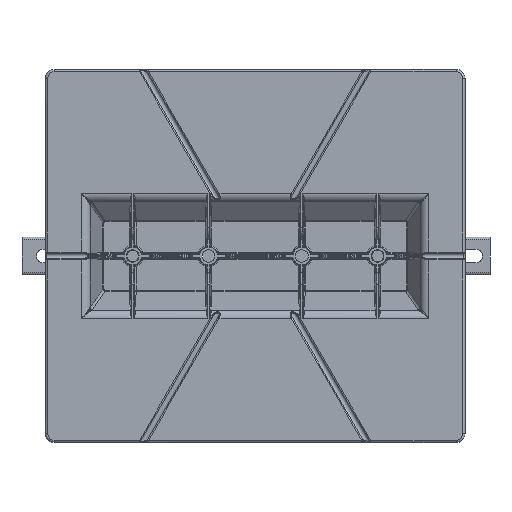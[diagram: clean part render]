
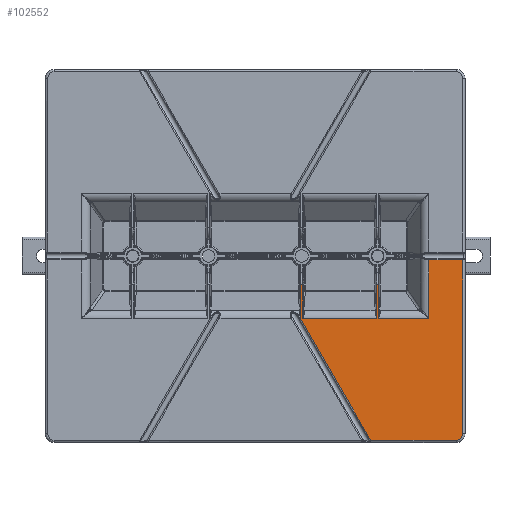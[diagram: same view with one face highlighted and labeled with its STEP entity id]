
A CAD part, front view. The second image highlights one B-rep face of the part: STEP entity #102552.
In plain terms, the highlighted face is planar.
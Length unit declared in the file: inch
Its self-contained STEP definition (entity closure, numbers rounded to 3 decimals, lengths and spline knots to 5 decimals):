
#38525=CARTESIAN_POINT('',(-4.95525,-7.9,0.));
#38526=VERTEX_POINT('',#38525);
#40654=CARTESIAN_POINT('',(-1.93815,-2.67424,0.));
#40655=VERTEX_POINT('',#40654);
#42214=CARTESIAN_POINT('',(-7.44464,-0.16733,0.));
#42215=VERTEX_POINT('',#42214);
#51002=CARTESIAN_POINT('',(-2.03534,-1.23084,0.));
#51003=VERTEX_POINT('',#51002);
#51195=CARTESIAN_POINT('',(-1.96466,-1.23084,0.));
#51196=VERTEX_POINT('',#51195);
#51913=CARTESIAN_POINT('',(-5.21466,-1.22893,0.));
#51914=VERTEX_POINT('',#51913);
#52308=CARTESIAN_POINT('',(-5.28534,-1.22893,0.));
#52309=VERTEX_POINT('',#52308);
#52671=CARTESIAN_POINT('',(-7.44481,-2.67424,0.));
#52672=VERTEX_POINT('',#52671);
#93958=CARTESIAN_POINT('',(-8.625,-7.9,0.));
#93959=VERTEX_POINT('',#93958);
#93967=CARTESIAN_POINT('',(-8.625,-7.9,0.));
#93968=DIRECTION('',(1.0,0.0,0.0));
#93969=VECTOR('',#93968,3.66975);
#93970=LINE('',#93967,#93969);
#93971=EDGE_CURVE('',#93959,#38526,#93970,.T.);
#94066=CARTESIAN_POINT('',(-8.9,-7.625,0.));
#94067=VERTEX_POINT('',#94066);
#94075=CARTESIAN_POINT('',(-8.625,-7.625,0.));
#94076=DIRECTION('',(0.,0.,1.0));
#94077=DIRECTION('',(0.,-1.0,0.));
#94078=AXIS2_PLACEMENT_3D('',#94075,#94076,#94077);
#94079=CIRCLE('',#94078,0.275);
#94080=EDGE_CURVE('',#94067,#93959,#94079,.T.);
#94148=CARTESIAN_POINT('',(-8.9,-0.16733,0.));
#94149=VERTEX_POINT('',#94148);
#94178=CARTESIAN_POINT('',(-8.9,-0.16733,0.));
#94179=DIRECTION('',(0.0,-1.0,0.0));
#94180=VECTOR('',#94179,7.45767);
#94181=LINE('',#94178,#94180);
#94182=EDGE_CURVE('',#94149,#94067,#94181,.T.);
#102460=CARTESIAN_POINT('',(-5.41908,-4.03367,0.));
#102461=DIRECTION('',(0.0,0.0,-1.0));
#102462=DIRECTION('',(-1.0,0.0,0.0));
#102463=AXIS2_PLACEMENT_3D('',#102460,#102461,#102462);
#102464=PLANE('',#102463);
#102465=ORIENTED_EDGE('',*,*,#94080,.F.);
#102466=ORIENTED_EDGE('',*,*,#94182,.F.);
#102467=CARTESIAN_POINT('',(-8.9,-0.16733,0.));
#102468=DIRECTION('',(1.0,0.0,0.0));
#102469=VECTOR('',#102468,1.45536);
#102470=LINE('',#102467,#102469);
#102471=EDGE_CURVE('',#94149,#42215,#102470,.T.);
#102472=ORIENTED_EDGE('',*,*,#102471,.T.);
#102473=CARTESIAN_POINT('',(-7.44464,-0.16733,0.));
#102474=DIRECTION('',(0.,-1.,0.));
#102475=VECTOR('',#102474,2.50691);
#102476=LINE('',#102473,#102475);
#102477=EDGE_CURVE('',#42215,#52672,#102476,.T.);
#102478=ORIENTED_EDGE('',*,*,#102477,.T.);
#102479=CARTESIAN_POINT('',(-5.28533,-2.67424,0.));
#102480=VERTEX_POINT('',#102479);
#102481=CARTESIAN_POINT('',(-7.44481,-2.67424,0.));
#102482=DIRECTION('',(1.0,0.0,0.0));
#102483=VECTOR('',#102482,2.15947);
#102484=LINE('',#102481,#102483);
#102485=EDGE_CURVE('',#52672,#102480,#102484,.T.);
#102486=ORIENTED_EDGE('',*,*,#102485,.T.);
#102487=CARTESIAN_POINT('',(-5.28533,-2.67424,0.));
#102488=DIRECTION('',(0.,1.,0.));
#102489=VECTOR('',#102488,1.44531);
#102490=LINE('',#102487,#102489);
#102491=EDGE_CURVE('',#102480,#52309,#102490,.T.);
#102492=ORIENTED_EDGE('',*,*,#102491,.T.);
#102493=CARTESIAN_POINT('',(-5.25,0.00125,0.));
#102494=DIRECTION('',(0.,0.,1.0));
#102495=DIRECTION('',(0.029,-1.,0.));
#102496=AXIS2_PLACEMENT_3D('',#102493,#102494,#102495);
#102497=CIRCLE('',#102496,1.23069);
#102498=EDGE_CURVE('',#52309,#51914,#102497,.T.);
#102499=ORIENTED_EDGE('',*,*,#102498,.T.);
#102500=CARTESIAN_POINT('',(-5.21467,-2.67424,0.));
#102501=VERTEX_POINT('',#102500);
#102502=CARTESIAN_POINT('',(-5.21466,-1.22893,0.));
#102503=DIRECTION('',(0.,-1.,0.));
#102504=VECTOR('',#102503,1.44531);
#102505=LINE('',#102502,#102504);
#102506=EDGE_CURVE('',#51914,#102501,#102505,.T.);
#102507=ORIENTED_EDGE('',*,*,#102506,.T.);
#102508=CARTESIAN_POINT('',(-2.03533,-2.67424,0.));
#102509=VERTEX_POINT('',#102508);
#102510=CARTESIAN_POINT('',(-5.21467,-2.67424,0.));
#102511=DIRECTION('',(1.0,0.0,0.0));
#102512=VECTOR('',#102511,3.17933);
#102513=LINE('',#102510,#102512);
#102514=EDGE_CURVE('',#102501,#102509,#102513,.T.);
#102515=ORIENTED_EDGE('',*,*,#102514,.T.);
#102516=CARTESIAN_POINT('',(-2.03533,-2.67424,0.));
#102517=DIRECTION('',(0.,1.,0.));
#102518=VECTOR('',#102517,1.4434);
#102519=LINE('',#102516,#102518);
#102520=EDGE_CURVE('',#102509,#51003,#102519,.T.);
#102521=ORIENTED_EDGE('',*,*,#102520,.T.);
#102522=CARTESIAN_POINT('',(-2.,0.00126,0.));
#102523=DIRECTION('',(0.,0.,1.0));
#102524=DIRECTION('',(0.029,-1.,0.));
#102525=AXIS2_PLACEMENT_3D('',#102522,#102523,#102524);
#102526=CIRCLE('',#102525,1.2326);
#102527=EDGE_CURVE('',#51003,#51196,#102526,.T.);
#102528=ORIENTED_EDGE('',*,*,#102527,.T.);
#102529=CARTESIAN_POINT('',(-1.96467,-2.67424,0.));
#102530=VERTEX_POINT('',#102529);
#102531=CARTESIAN_POINT('',(-1.96466,-1.23084,0.));
#102532=DIRECTION('',(0.,-1.,0.));
#102533=VECTOR('',#102532,1.4434);
#102534=LINE('',#102531,#102533);
#102535=EDGE_CURVE('',#51196,#102530,#102534,.T.);
#102536=ORIENTED_EDGE('',*,*,#102535,.T.);
#102537=CARTESIAN_POINT('',(-1.96467,-2.67424,0.));
#102538=DIRECTION('',(1.0,0.0,0.0));
#102539=VECTOR('',#102538,0.02651);
#102540=LINE('',#102537,#102539);
#102541=EDGE_CURVE('',#102530,#40655,#102540,.T.);
#102542=ORIENTED_EDGE('',*,*,#102541,.T.);
#102543=CARTESIAN_POINT('',(-1.93815,-2.67424,0.));
#102544=DIRECTION('',(-0.5,-0.866,0.));
#102545=VECTOR('',#102544,6.03419);
#102546=LINE('',#102543,#102545);
#102547=EDGE_CURVE('',#40655,#38526,#102546,.T.);
#102548=ORIENTED_EDGE('',*,*,#102547,.T.);
#102549=ORIENTED_EDGE('',*,*,#93971,.F.);
#102550=EDGE_LOOP('',(#102465,#102466,#102472,#102478,#102486,#102492,#102499,#102507,#102515,#102521,#102528,#102536,#102542,#102548,#102549));
#102551=FACE_OUTER_BOUND('',#102550,.T.);
#102552=ADVANCED_FACE('',(#102551),#102464,.T.);
